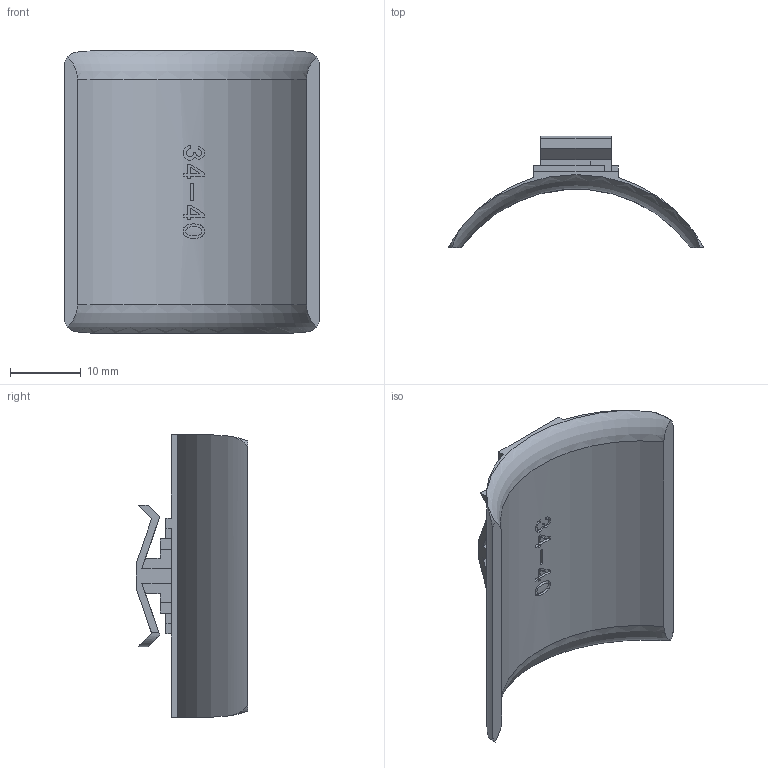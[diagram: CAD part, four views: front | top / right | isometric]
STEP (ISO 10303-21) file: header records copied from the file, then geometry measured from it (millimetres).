
FILE_DESCRIPTION((''),'2;1');
FILE_NAME('1195409','2012-08-13T',('AndreasKeweloh'),(''),'PRO/ENGINEER BY PARAMETRIC TECHNOLOGY CORPORATION, 2012130','PRO/ENGINEER BY PARAMETRIC TECHNOLOGY CORPORATION, 2012130','');
FILE_SCHEMA(('CONFIG_CONTROL_DESIGN'));
Length unit declared in the file: millimetre
Products named in the file (1): 1195409
Bounding box: 36.14 x 15.82 x 40 mm (x, y, z)
Volume: 3912.1 mm3; surface area: 4254.3 mm2
Topology: 1 solids, 1 shells, 238 faces, 684 edges, 456 vertices
Faces by surface type: plane 220, cylinder 16, torus 2
Entity records: 7906 total; most frequent: CARTESIAN_POINT 2032, ORIENTED_EDGE 1368, DIRECTION 986, EDGE_CURVE 684, VERTEX_POINT 456, VECTOR 378, LINE 378, AXIS2_PLACEMENT_3D 304
